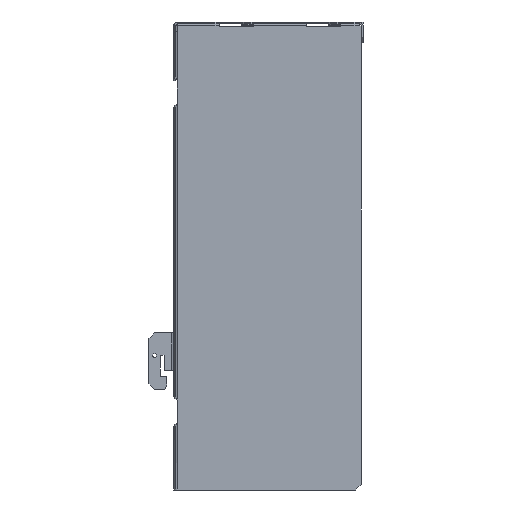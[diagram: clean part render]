
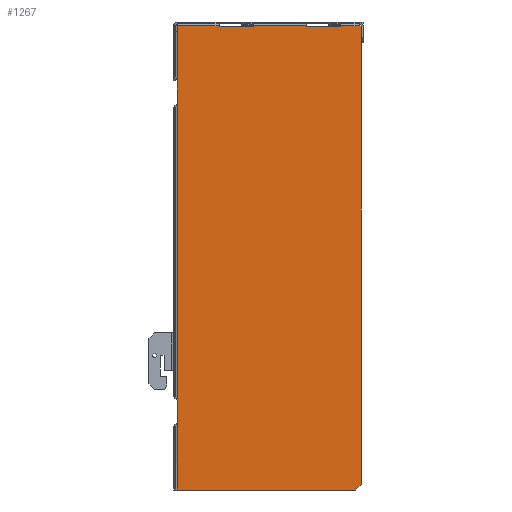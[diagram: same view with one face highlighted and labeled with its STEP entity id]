
A CAD part, left-side view. The second image highlights one B-rep face of the part: STEP entity #1267.
In plain terms, the highlighted planar face has unit normal (-1, 0, 0).
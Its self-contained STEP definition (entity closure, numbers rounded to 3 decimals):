
#1267=ADVANCED_FACE('',(#3684),#2672,.F.);
#2672=PLANE('',#26607);
#3684=FACE_OUTER_BOUND('',#5000,.T.);
#5000=EDGE_LOOP('',(#12744,#12745,#12746,#12747,#12748,#12749,#12750,#12751,
#12752,#12753,#12754,#12755,#12756,#12757,#12758,#12759,#12760,#12761));
#6521=LINE('',#35414,#9617);
#6523=LINE('',#35422,#9619);
#6526=LINE('',#35432,#9622);
#6536=LINE('',#35458,#9632);
#6542=LINE('',#35475,#9638);
#6544=LINE('',#35479,#9640);
#6545=LINE('',#35482,#9641);
#6546=LINE('',#35484,#9642);
#6547=LINE('',#35485,#9643);
#6548=LINE('',#35487,#9644);
#6549=LINE('',#35489,#9645);
#6550=LINE('',#35490,#9646);
#6551=LINE('',#35492,#9647);
#6552=LINE('',#35494,#9648);
#6553=LINE('',#35495,#9649);
#6554=LINE('',#35497,#9650);
#6555=LINE('',#35498,#9651);
#6556=LINE('',#35499,#9652);
#9617=VECTOR('',#28503,1.);
#9619=VECTOR('',#28507,1.);
#9622=VECTOR('',#28512,1.);
#9632=VECTOR('',#28530,1.);
#9638=VECTOR('',#28542,1.);
#9640=VECTOR('',#28546,1.);
#9641=VECTOR('',#28547,1.);
#9642=VECTOR('',#28548,1.);
#9643=VECTOR('',#28549,1.);
#9644=VECTOR('',#28550,1.);
#9645=VECTOR('',#28551,1.);
#9646=VECTOR('',#28552,1.);
#9647=VECTOR('',#28553,1.);
#9648=VECTOR('',#28554,1.);
#9649=VECTOR('',#28555,1.);
#9650=VECTOR('',#28556,1.);
#9651=VECTOR('',#28557,1.);
#9652=VECTOR('',#28558,1.);
#12744=ORIENTED_EDGE('',*,*,#22714,.F.);
#12745=ORIENTED_EDGE('',*,*,#22715,.T.);
#12746=ORIENTED_EDGE('',*,*,#22716,.F.);
#12747=ORIENTED_EDGE('',*,*,#22692,.T.);
#12748=ORIENTED_EDGE('',*,*,#22717,.T.);
#12749=ORIENTED_EDGE('',*,*,#22718,.F.);
#12750=ORIENTED_EDGE('',*,*,#22719,.T.);
#12751=ORIENTED_EDGE('',*,*,#22712,.F.);
#12752=ORIENTED_EDGE('',*,*,#22720,.T.);
#12753=ORIENTED_EDGE('',*,*,#22721,.F.);
#12754=ORIENTED_EDGE('',*,*,#22722,.T.);
#12755=ORIENTED_EDGE('',*,*,#22704,.F.);
#12756=ORIENTED_EDGE('',*,*,#22723,.T.);
#12757=ORIENTED_EDGE('',*,*,#22724,.T.);
#12758=ORIENTED_EDGE('',*,*,#22685,.T.);
#12759=ORIENTED_EDGE('',*,*,#22725,.T.);
#12760=ORIENTED_EDGE('',*,*,#22688,.T.);
#12761=ORIENTED_EDGE('',*,*,#22726,.T.);
#20284=VERTEX_POINT('',#35407);
#20287=VERTEX_POINT('',#35413);
#20290=VERTEX_POINT('',#35421);
#20291=VERTEX_POINT('',#35423);
#20294=VERTEX_POINT('',#35431);
#20295=VERTEX_POINT('',#35433);
#20306=VERTEX_POINT('',#35457);
#20307=VERTEX_POINT('',#35459);
#20314=VERTEX_POINT('',#35474);
#20315=VERTEX_POINT('',#35476);
#20316=VERTEX_POINT('',#35480);
#20317=VERTEX_POINT('',#35481);
#20318=VERTEX_POINT('',#35483);
#20319=VERTEX_POINT('',#35486);
#20320=VERTEX_POINT('',#35488);
#20321=VERTEX_POINT('',#35491);
#20322=VERTEX_POINT('',#35493);
#20323=VERTEX_POINT('',#35496);
#22685=EDGE_CURVE('',#20284,#20287,#6521,.T.);
#22688=EDGE_CURVE('',#20291,#20290,#6523,.T.);
#22692=EDGE_CURVE('',#20295,#20294,#6526,.T.);
#22704=EDGE_CURVE('',#20306,#20307,#6536,.T.);
#22712=EDGE_CURVE('',#20314,#20315,#6542,.T.);
#22714=EDGE_CURVE('',#20316,#20317,#6544,.T.);
#22715=EDGE_CURVE('',#20316,#20318,#6545,.T.);
#22716=EDGE_CURVE('',#20295,#20318,#6546,.T.);
#22717=EDGE_CURVE('',#20294,#20319,#6547,.T.);
#22718=EDGE_CURVE('',#20320,#20319,#6548,.T.);
#22719=EDGE_CURVE('',#20320,#20315,#6549,.T.);
#22720=EDGE_CURVE('',#20314,#20321,#6550,.T.);
#22721=EDGE_CURVE('',#20322,#20321,#6551,.T.);
#22722=EDGE_CURVE('',#20322,#20307,#6552,.T.);
#22723=EDGE_CURVE('',#20306,#20323,#6553,.T.);
#22724=EDGE_CURVE('',#20323,#20284,#6554,.T.);
#22725=EDGE_CURVE('',#20287,#20291,#6555,.T.);
#22726=EDGE_CURVE('',#20290,#20317,#6556,.T.);
#26607=AXIS2_PLACEMENT_3D('',#35500,#28559,#28560);
#28503=DIRECTION('',(0.,0.,-1.));
#28507=DIRECTION('',(0.,0.,-1.));
#28512=DIRECTION('',(0.,1.,0.));
#28530=DIRECTION('',(0.,0.,-1.));
#28542=DIRECTION('',(0.,0.,-1.));
#28546=DIRECTION('',(0.,1.,0.));
#28547=DIRECTION('',(0.,-0.707,0.707));
#28548=DIRECTION('',(0.,0.,-1.));
#28549=DIRECTION('',(0.,1.,0.));
#28550=DIRECTION('',(0.,0.,1.));
#28551=DIRECTION('',(0.,1.,0.));
#28552=DIRECTION('',(0.,1.,0.));
#28553=DIRECTION('',(0.,0.,1.));
#28554=DIRECTION('',(0.,1.,0.));
#28555=DIRECTION('',(0.,1.,0.));
#28556=DIRECTION('',(0.,0.,-1.));
#28557=DIRECTION('',(0.,0.,-1.));
#28558=DIRECTION('',(0.,0.,-1.));
#28559=DIRECTION('',(1.,0.,0.));
#28560=DIRECTION('',(0.,0.,1.));
#35407=CARTESIAN_POINT('',(-1780.,-4.,222.5));
#35413=CARTESIAN_POINT('',(-1780.,-4.,210.5));
#35414=CARTESIAN_POINT('',(-1780.,-4.,251.5));
#35421=CARTESIAN_POINT('',(-1780.,-4.,42.));
#35422=CARTESIAN_POINT('',(-1780.,-4.,251.5));
#35423=CARTESIAN_POINT('',(-1780.,-4.,54.));
#35431=CARTESIAN_POINT('',(-1780.,-100.,251.5));
#35432=CARTESIAN_POINT('',(-1780.,-100.,251.5));
#35433=CARTESIAN_POINT('',(-1780.,-101.,251.5));
#35457=CARTESIAN_POINT('',(-1780.,-26.,251.5));
#35458=CARTESIAN_POINT('',(-1780.,-26.,251.5));
#35459=CARTESIAN_POINT('',(-1780.,-26.,251.));
#35474=CARTESIAN_POINT('',(-1780.,-72.,251.5));
#35475=CARTESIAN_POINT('',(-1780.,-72.,251.5));
#35476=CARTESIAN_POINT('',(-1780.,-72.,251.));
#35479=CARTESIAN_POINT('',(-1780.,-101.,6.5));
#35480=CARTESIAN_POINT('',(-1780.,-98.,6.5));
#35481=CARTESIAN_POINT('',(-1780.,-4.,6.5));
#35482=CARTESIAN_POINT('',(-1780.,-101.,9.5));
#35483=CARTESIAN_POINT('',(-1780.,-101.,9.5));
#35484=CARTESIAN_POINT('',(-1780.,-101.,251.5));
#35485=CARTESIAN_POINT('',(-1780.,-100.,251.5));
#35486=CARTESIAN_POINT('',(-1780.,-90.,251.5));
#35487=CARTESIAN_POINT('',(-1780.,-90.,251.5));
#35488=CARTESIAN_POINT('',(-1780.,-90.,251.));
#35489=CARTESIAN_POINT('',(-1780.,-101.,251.));
#35490=CARTESIAN_POINT('',(-1780.,-100.,251.5));
#35491=CARTESIAN_POINT('',(-1780.,-44.,251.5));
#35492=CARTESIAN_POINT('',(-1780.,-44.,251.5));
#35493=CARTESIAN_POINT('',(-1780.,-44.,251.));
#35494=CARTESIAN_POINT('',(-1780.,-101.,251.));
#35495=CARTESIAN_POINT('',(-1780.,-100.,251.5));
#35496=CARTESIAN_POINT('',(-1780.,-4.,251.5));
#35497=CARTESIAN_POINT('',(-1780.,-4.,251.5));
#35498=CARTESIAN_POINT('',(-1780.,-4.,132.25));
#35499=CARTESIAN_POINT('',(-1780.,-4.,24.25));
#35500=CARTESIAN_POINT('',(-1780.,-101.,251.5));
